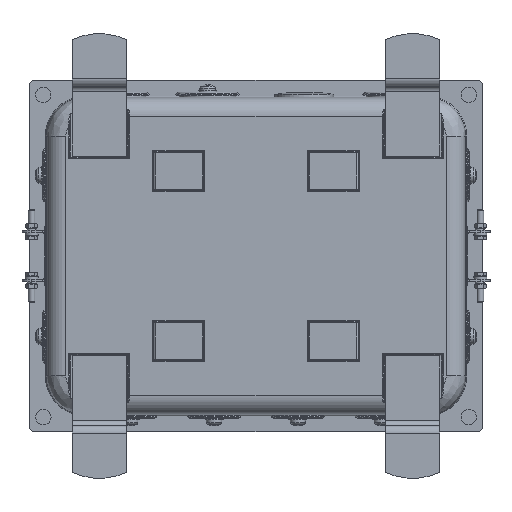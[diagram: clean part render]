
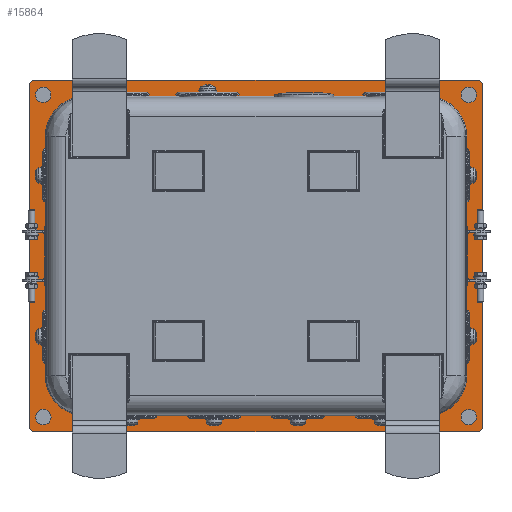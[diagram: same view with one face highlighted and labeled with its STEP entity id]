
A CAD part, front view. The second image highlights one B-rep face of the part: STEP entity #15864.
In plain terms, the highlighted planar face has unit normal (0, -1, 0).
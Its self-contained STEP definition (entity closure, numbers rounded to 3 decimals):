
#1103=FACE_BOUND('',#2790,.T.);
#1104=FACE_BOUND('',#2791,.T.);
#1105=FACE_BOUND('',#2792,.T.);
#1106=FACE_BOUND('',#2793,.T.);
#1107=FACE_BOUND('',#2794,.T.);
#1283=PLANE('',#17169);
#1816=FACE_OUTER_BOUND('',#2789,.T.);
#2789=EDGE_LOOP('',(#11297,#11298,#11299,#11300,#11301,#11302,#11303,#11304));
#2790=EDGE_LOOP('',(#11305,#11306,#11307,#11308,#11309,#11310,#11311,#11312));
#2791=EDGE_LOOP('',(#11313));
#2792=EDGE_LOOP('',(#11314));
#2793=EDGE_LOOP('',(#11315));
#2794=EDGE_LOOP('',(#11316));
#3690=LINE('',#26612,#4460);
#3691=LINE('',#26616,#4461);
#3692=LINE('',#26620,#4462);
#3693=LINE('',#26624,#4463);
#3694=LINE('',#26630,#4464);
#3695=LINE('',#26634,#4465);
#3696=LINE('',#26638,#4466);
#3697=LINE('',#26641,#4467);
#4460=VECTOR('',#19855,10.);
#4461=VECTOR('',#19858,10.);
#4462=VECTOR('',#19861,10.);
#4463=VECTOR('',#19864,10.);
#4464=VECTOR('',#19869,10.);
#4465=VECTOR('',#19872,10.);
#4466=VECTOR('',#19875,10.);
#4467=VECTOR('',#19878,10.);
#5405=CIRCLE('',#17170,5.);
#5406=CIRCLE('',#17171,5.);
#5407=CIRCLE('',#17172,5.);
#5408=CIRCLE('',#17173,5.);
#5409=CIRCLE('',#17174,30.938);
#5410=CIRCLE('',#17175,30.938);
#5411=CIRCLE('',#17176,30.938);
#5412=CIRCLE('',#17177,30.938);
#5413=CIRCLE('',#17178,6.);
#5414=CIRCLE('',#17179,6.);
#5415=CIRCLE('',#17180,6.);
#5416=CIRCLE('',#17181,6.);
#6479=VERTEX_POINT('',#26610);
#6480=VERTEX_POINT('',#26611);
#6481=VERTEX_POINT('',#26613);
#6482=VERTEX_POINT('',#26615);
#6483=VERTEX_POINT('',#26617);
#6484=VERTEX_POINT('',#26619);
#6485=VERTEX_POINT('',#26621);
#6486=VERTEX_POINT('',#26623);
#6487=VERTEX_POINT('',#26626);
#6488=VERTEX_POINT('',#26627);
#6489=VERTEX_POINT('',#26629);
#6490=VERTEX_POINT('',#26631);
#6491=VERTEX_POINT('',#26633);
#6492=VERTEX_POINT('',#26635);
#6493=VERTEX_POINT('',#26637);
#6494=VERTEX_POINT('',#26639);
#6495=VERTEX_POINT('',#26642);
#6496=VERTEX_POINT('',#26644);
#6497=VERTEX_POINT('',#26646);
#6498=VERTEX_POINT('',#26648);
#8214=EDGE_CURVE('',#6479,#6480,#3690,.T.);
#8215=EDGE_CURVE('',#6480,#6481,#5405,.T.);
#8216=EDGE_CURVE('',#6481,#6482,#3691,.T.);
#8217=EDGE_CURVE('',#6482,#6483,#5406,.T.);
#8218=EDGE_CURVE('',#6483,#6484,#3692,.T.);
#8219=EDGE_CURVE('',#6484,#6485,#5407,.T.);
#8220=EDGE_CURVE('',#6485,#6486,#3693,.T.);
#8221=EDGE_CURVE('',#6486,#6479,#5408,.T.);
#8222=EDGE_CURVE('',#6487,#6488,#5409,.T.);
#8223=EDGE_CURVE('',#6489,#6487,#3694,.T.);
#8224=EDGE_CURVE('',#6490,#6489,#5410,.T.);
#8225=EDGE_CURVE('',#6491,#6490,#3695,.T.);
#8226=EDGE_CURVE('',#6492,#6491,#5411,.T.);
#8227=EDGE_CURVE('',#6493,#6492,#3696,.T.);
#8228=EDGE_CURVE('',#6494,#6493,#5412,.T.);
#8229=EDGE_CURVE('',#6488,#6494,#3697,.T.);
#8230=EDGE_CURVE('',#6495,#6495,#5413,.T.);
#8231=EDGE_CURVE('',#6496,#6496,#5414,.T.);
#8232=EDGE_CURVE('',#6497,#6497,#5415,.T.);
#8233=EDGE_CURVE('',#6498,#6498,#5416,.T.);
#11297=ORIENTED_EDGE('',*,*,#8214,.T.);
#11298=ORIENTED_EDGE('',*,*,#8215,.T.);
#11299=ORIENTED_EDGE('',*,*,#8216,.T.);
#11300=ORIENTED_EDGE('',*,*,#8217,.T.);
#11301=ORIENTED_EDGE('',*,*,#8218,.T.);
#11302=ORIENTED_EDGE('',*,*,#8219,.T.);
#11303=ORIENTED_EDGE('',*,*,#8220,.T.);
#11304=ORIENTED_EDGE('',*,*,#8221,.T.);
#11305=ORIENTED_EDGE('',*,*,#8222,.F.);
#11306=ORIENTED_EDGE('',*,*,#8223,.F.);
#11307=ORIENTED_EDGE('',*,*,#8224,.F.);
#11308=ORIENTED_EDGE('',*,*,#8225,.F.);
#11309=ORIENTED_EDGE('',*,*,#8226,.F.);
#11310=ORIENTED_EDGE('',*,*,#8227,.F.);
#11311=ORIENTED_EDGE('',*,*,#8228,.F.);
#11312=ORIENTED_EDGE('',*,*,#8229,.F.);
#11313=ORIENTED_EDGE('',*,*,#8230,.F.);
#11314=ORIENTED_EDGE('',*,*,#8231,.F.);
#11315=ORIENTED_EDGE('',*,*,#8232,.F.);
#11316=ORIENTED_EDGE('',*,*,#8233,.F.);
#15864=ADVANCED_FACE('',(#1816,#1103,#1104,#1105,#1106,#1107),#1283,.F.);
#17169=AXIS2_PLACEMENT_3D('',#26609,#19853,#19854);
#17170=AXIS2_PLACEMENT_3D('',#26614,#19856,#19857);
#17171=AXIS2_PLACEMENT_3D('',#26618,#19859,#19860);
#17172=AXIS2_PLACEMENT_3D('',#26622,#19862,#19863);
#17173=AXIS2_PLACEMENT_3D('',#26625,#19865,#19866);
#17174=AXIS2_PLACEMENT_3D('',#26628,#19867,#19868);
#17175=AXIS2_PLACEMENT_3D('',#26632,#19870,#19871);
#17176=AXIS2_PLACEMENT_3D('',#26636,#19873,#19874);
#17177=AXIS2_PLACEMENT_3D('',#26640,#19876,#19877);
#17178=AXIS2_PLACEMENT_3D('',#26643,#19879,#19880);
#17179=AXIS2_PLACEMENT_3D('',#26645,#19881,#19882);
#17180=AXIS2_PLACEMENT_3D('',#26647,#19883,#19884);
#17181=AXIS2_PLACEMENT_3D('',#26649,#19885,#19886);
#19853=DIRECTION('center_axis',(0.,1.,0.));
#19854=DIRECTION('ref_axis',(-1.,0.,0.));
#19855=DIRECTION('',(-1.,0.,0.));
#19856=DIRECTION('center_axis',(0.,-1.,0.));
#19857=DIRECTION('ref_axis',(1.,0.,0.));
#19858=DIRECTION('',(0.,0.,-1.));
#19859=DIRECTION('center_axis',(0.,-1.,0.));
#19860=DIRECTION('ref_axis',(0.,0.,
1.));
#19861=DIRECTION('',(1.,0.,0.));
#19862=DIRECTION('center_axis',(0.,-1.,0.));
#19863=DIRECTION('ref_axis',(-1.,0.,0.));
#19864=DIRECTION('',(0.,0.,1.));
#19865=DIRECTION('center_axis',(0.,-1.,0.));
#19866=DIRECTION('ref_axis',(0.,0.,
-1.));
#19867=DIRECTION('center_axis',(0.,-1.,0.));
#19868=DIRECTION('ref_axis',(0.,0.,1.));
#19869=DIRECTION('',(-1.,0.,0.));
#19870=DIRECTION('center_axis',(0.,-1.,0.));
#19871=DIRECTION('ref_axis',(0.,0.,1.));
#19872=DIRECTION('',(0.,0.,1.));
#19873=DIRECTION('center_axis',(0.,-1.,0.));
#19874=DIRECTION('ref_axis',(0.,0.,1.));
#19875=DIRECTION('',(1.,0.,0.));
#19876=DIRECTION('center_axis',(0.,-1.,0.));
#19877=DIRECTION('ref_axis',(0.,0.,1.));
#19878=DIRECTION('',(0.,0.,-1.));
#19879=DIRECTION('center_axis',(0.,-1.,0.));
#19880=DIRECTION('ref_axis',(0.549,0.,-0.836));
#19881=DIRECTION('center_axis',(0.,-1.,0.));
#19882=DIRECTION('ref_axis',(0.997,0.,0.08));
#19883=DIRECTION('center_axis',(0.,-1.,0.));
#19884=DIRECTION('ref_axis',(0.865,0.,0.501));
#19885=DIRECTION('center_axis',(0.,-1.,0.));
#19886=DIRECTION('ref_axis',(0.839,0.,0.544));
#26609=CARTESIAN_POINT('Origin',(0.,87.5,0.));
#26610=CARTESIAN_POINT('',(171.,87.5,136.5));
#26611=CARTESIAN_POINT('',(-171.,87.5,136.5));
#26612=CARTESIAN_POINT('',(171.,87.5,136.5));
#26613=CARTESIAN_POINT('',(-176.,87.5,131.5));
#26614=CARTESIAN_POINT('Origin',(-171.,87.5,131.5));
#26615=CARTESIAN_POINT('',(-176.,87.5,-131.5));
#26616=CARTESIAN_POINT('',(-176.,87.5,131.5));
#26617=CARTESIAN_POINT('',(-171.,87.5,-136.5));
#26618=CARTESIAN_POINT('Origin',(-171.,87.5,-131.5));
#26619=CARTESIAN_POINT('',(171.,87.5,-136.5));
#26620=CARTESIAN_POINT('',(-171.,87.5,-136.5));
#26621=CARTESIAN_POINT('',(176.,87.5,-131.5));
#26622=CARTESIAN_POINT('Origin',(171.,87.5,-131.5));
#26623=CARTESIAN_POINT('',(176.,87.5,131.5));
#26624=CARTESIAN_POINT('',(176.,87.5,-131.5));
#26625=CARTESIAN_POINT('Origin',(171.,87.5,131.5));
#26626=CARTESIAN_POINT('',(-132.5,87.5,123.938));
#26627=CARTESIAN_POINT('',(-163.438,87.5,93.));
#26628=CARTESIAN_POINT('Origin',(-132.5,87.5,93.));
#26629=CARTESIAN_POINT('',(132.5,87.5,123.938));
#26630=CARTESIAN_POINT('',(-66.25,87.5,123.938));
#26631=CARTESIAN_POINT('',(163.438,87.5,93.));
#26632=CARTESIAN_POINT('Origin',(132.5,87.5,93.));
#26633=CARTESIAN_POINT('',(163.438,87.5,-93.));
#26634=CARTESIAN_POINT('',(163.438,87.5,46.5));
#26635=CARTESIAN_POINT('',(132.5,87.5,-123.938));
#26636=CARTESIAN_POINT('Origin',(132.5,87.5,-93.));
#26637=CARTESIAN_POINT('',(-132.5,87.5,-123.938));
#26638=CARTESIAN_POINT('',(66.25,87.5,-123.938));
#26639=CARTESIAN_POINT('',(-163.438,87.5,-93.));
#26640=CARTESIAN_POINT('Origin',(-132.5,87.5,-93.));
#26641=CARTESIAN_POINT('',(-163.438,87.5,-46.5));
#26642=CARTESIAN_POINT('',(-168.294,87.5,130.015));
#26643=CARTESIAN_POINT('Origin',(-165.,87.5,125.));
#26644=CARTESIAN_POINT('',(159.019,87.5,124.522));
#26645=CARTESIAN_POINT('Origin',(165.,87.5,125.));
#26646=CARTESIAN_POINT('',(-170.192,87.5,-128.007));
#26647=CARTESIAN_POINT('Origin',(-165.,87.5,-125.));
#26648=CARTESIAN_POINT('',(159.966,87.5,-128.265));
#26649=CARTESIAN_POINT('Origin',(165.,87.5,-125.));
